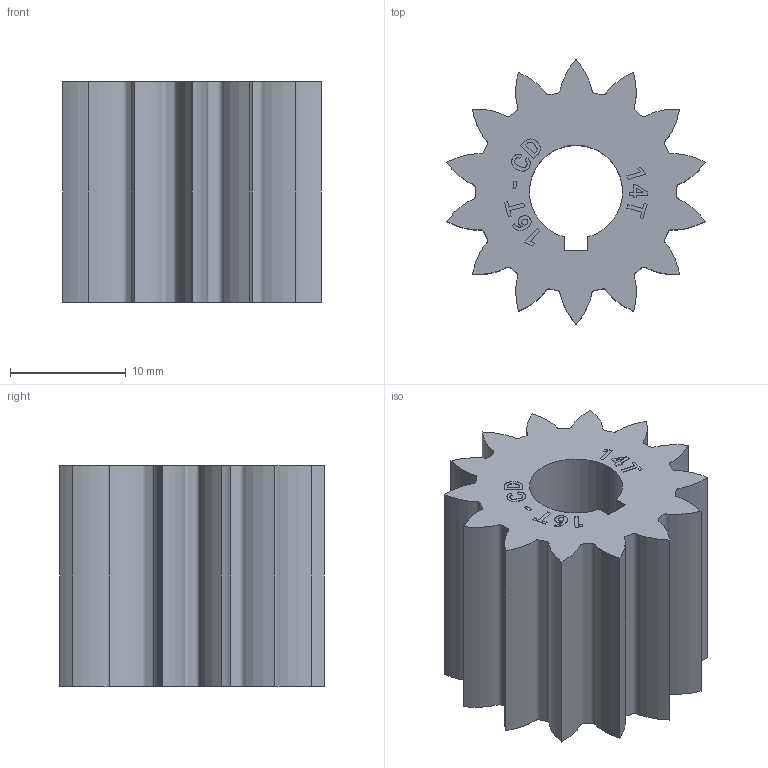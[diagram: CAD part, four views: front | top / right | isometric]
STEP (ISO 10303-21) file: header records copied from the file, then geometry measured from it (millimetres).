
FILE_DESCRIPTION (( 'STEP AP214' ), '1' );
FILE_NAME ('WCP-1234 Rev1.step', '2023-10-30T20:02:16', ( '' ), ( '' ), 'SwSTEP 2.0', 'SolidWorks 2022', '' );
FILE_SCHEMA (( 'AUTOMOTIVE_DESIGN' ));
Length unit declared in the file: inch
Products named in the file (1): WCP-1234 Rev1
Bounding box: 22.33 x 22.9 x 19.05 mm (x, y, z)
Volume: 4484 mm3; surface area: 3025.3 mm2
Topology: 1 solids, 1 shells, 238 faces, 639 edges, 426 vertices
Faces by surface type: plane 155, bspline 66, cylinder 17
Entity records: 13829 total; most frequent: CARTESIAN_POINT 8234, ORIENTED_EDGE 1278, DIRECTION 887, EDGE_CURVE 639, VECTOR 473, LINE 473, VERTEX_POINT 426, EDGE_LOOP 263
